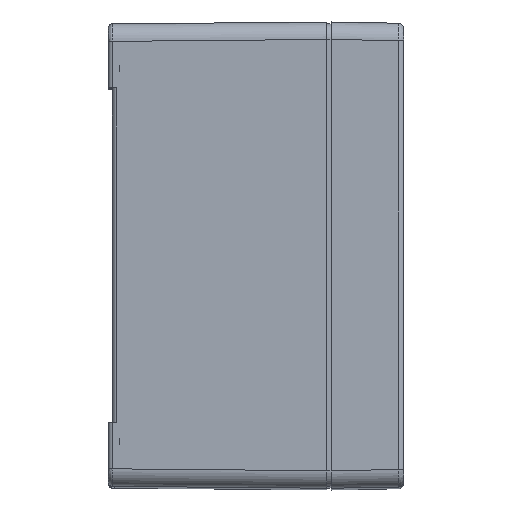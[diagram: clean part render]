
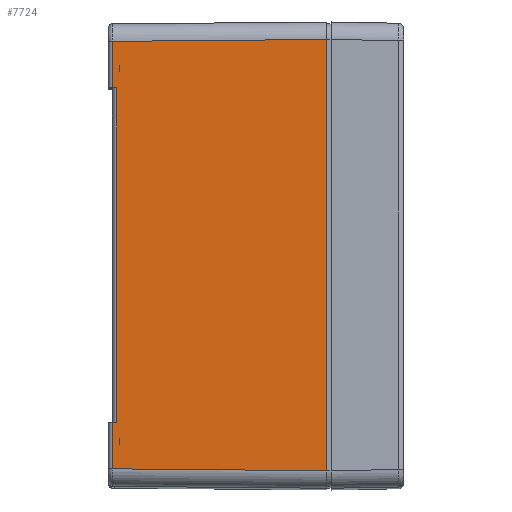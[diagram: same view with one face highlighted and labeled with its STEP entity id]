
A CAD part, top view. The second image highlights one B-rep face of the part: STEP entity #7724.
In plain terms, the highlighted planar face has unit normal (-0.009, 0, 1).
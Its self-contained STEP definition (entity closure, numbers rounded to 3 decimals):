
#1565=FACE_OUTER_BOUND('',#2186,.T.);
#2186=EDGE_LOOP('',(#6723,#6724,#6725,#6726,#6727,#6728,#6729,#6730));
#2614=LINE('',#13753,#3074);
#2618=LINE('',#13820,#3078);
#2620=LINE('',#13826,#3080);
#2621=LINE('',#13828,#3081);
#2622=LINE('',#13830,#3082);
#2623=LINE('',#13832,#3083);
#2624=LINE('',#13834,#3084);
#2625=LINE('',#13835,#3085);
#3074=VECTOR('',#11131,1.6);
#3078=VECTOR('',#11149,7.352);
#3080=VECTOR('',#11155,0.15);
#3081=VECTOR('',#11156,11.47);
#3082=VECTOR('',#11157,0.15);
#3083=VECTOR('',#11158,1.6);
#3084=VECTOR('',#11159,7.352);
#3085=VECTOR('',#11160,14.8);
#3773=VERTEX_POINT('',#13750);
#3774=VERTEX_POINT('',#13752);
#3780=VERTEX_POINT('',#13819);
#3782=VERTEX_POINT('',#13825);
#3783=VERTEX_POINT('',#13827);
#3784=VERTEX_POINT('',#13829);
#3785=VERTEX_POINT('',#13831);
#3786=VERTEX_POINT('',#13833);
#4780=EDGE_CURVE('',#3773,#3774,#2614,.T.);
#4789=EDGE_CURVE('',#3774,#3780,#2618,.T.);
#4792=EDGE_CURVE('',#3782,#3773,#2620,.T.);
#4793=EDGE_CURVE('',#3783,#3782,#2621,.T.);
#4794=EDGE_CURVE('',#3784,#3783,#2622,.T.);
#4795=EDGE_CURVE('',#3785,#3784,#2623,.T.);
#4796=EDGE_CURVE('',#3786,#3785,#2624,.T.);
#4797=EDGE_CURVE('',#3780,#3786,#2625,.T.);
#6723=ORIENTED_EDGE('',*,*,#4780,.F.);
#6724=ORIENTED_EDGE('',*,*,#4792,.F.);
#6725=ORIENTED_EDGE('',*,*,#4793,.F.);
#6726=ORIENTED_EDGE('',*,*,#4794,.F.);
#6727=ORIENTED_EDGE('',*,*,#4795,.F.);
#6728=ORIENTED_EDGE('',*,*,#4796,.F.);
#6729=ORIENTED_EDGE('',*,*,#4797,.F.);
#6730=ORIENTED_EDGE('',*,*,#4789,.F.);
#7273=PLANE('',#8773);
#7724=ADVANCED_FACE('',(#1565),#7273,.F.);
#8773=AXIS2_PLACEMENT_3D('',#13824,#11153,#11154);
#11131=DIRECTION('',(0.,1.,0.));
#11149=DIRECTION('',(1.,0.009,0.009));
#11153=DIRECTION('center_axis',(0.009,0.,-1.));
#11154=DIRECTION('ref_axis',(-1.,0.,-0.009));
#11155=DIRECTION('',(-1.,0.,-0.009));
#11156=DIRECTION('',(0.,1.,0.));
#11157=DIRECTION('',(1.,0.,0.009));
#11158=DIRECTION('',(0.,1.,0.));
#11159=DIRECTION('',(-1.,0.009,-0.009));
#11160=DIRECTION('',(0.,-1.,0.));
#13750=CARTESIAN_POINT('',(-0.001,5.735,17.935));
#13752=CARTESIAN_POINT('',(-0.001,7.335,17.935));
#13753=CARTESIAN_POINT('',(-0.001,5.735,17.935));
#13819=CARTESIAN_POINT('',(7.35,7.4,18.));
#13820=CARTESIAN_POINT('',(-0.001,7.335,17.935));
#13824=CARTESIAN_POINT('Origin',(0.,-8.,17.935));
#13825=CARTESIAN_POINT('',(0.149,5.735,17.936));
#13826=CARTESIAN_POINT('',(0.149,5.735,17.936));
#13827=CARTESIAN_POINT('',(0.149,-5.735,17.936));
#13828=CARTESIAN_POINT('',(0.149,-5.735,17.936));
#13829=CARTESIAN_POINT('',(-0.001,-5.735,17.935));
#13830=CARTESIAN_POINT('',(-0.001,-5.735,17.935));
#13831=CARTESIAN_POINT('',(-0.001,-7.335,17.935));
#13832=CARTESIAN_POINT('',(-0.001,-7.335,17.935));
#13833=CARTESIAN_POINT('',(7.35,-7.4,18.));
#13834=CARTESIAN_POINT('',(7.35,-7.4,18.));
#13835=CARTESIAN_POINT('',(7.35,7.4,18.));
